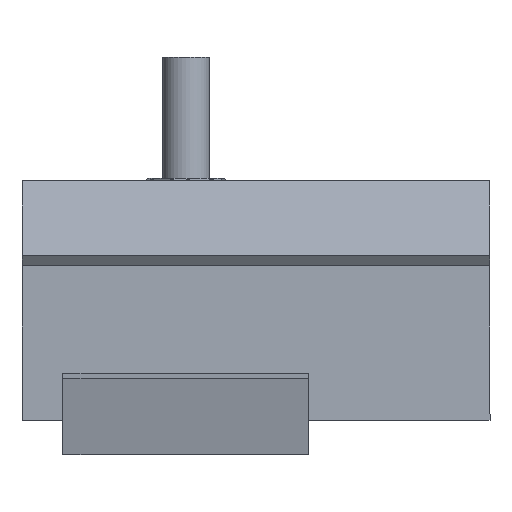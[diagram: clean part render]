
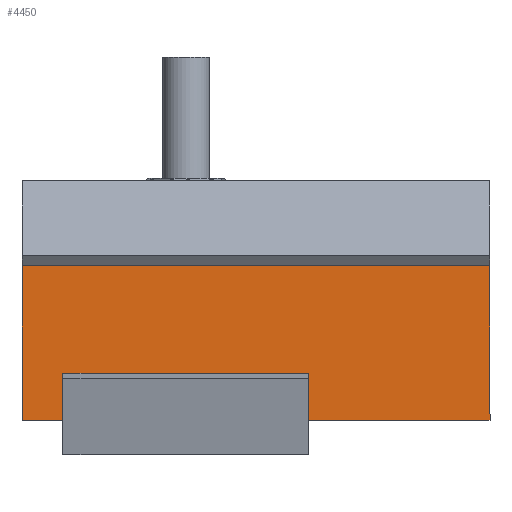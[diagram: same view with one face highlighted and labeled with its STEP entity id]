
A CAD part, left-side view. The second image highlights one B-rep face of the part: STEP entity #4450.
In plain terms, the highlighted face is planar.
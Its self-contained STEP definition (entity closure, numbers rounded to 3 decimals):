
#2 = DIRECTION ( 'NONE',  ( 0., 0., -1. ) ) ;
#103 = CARTESIAN_POINT ( 'NONE',  ( 0., 0., 80. ) ) ;
#156 = EDGE_CURVE ( 'NONE', #3340, #432, #337, .T. ) ;
#337 = LINE ( 'NONE', #4948, #1740 ) ;
#432 = VERTEX_POINT ( 'NONE', #1283 ) ;
#450 = PLANE ( 'NONE',  #1766 ) ;
#484 = EDGE_CURVE ( 'NONE', #827, #2855, #934, .T. ) ;
#628 = CARTESIAN_POINT ( 'NONE',  ( 0., 0., 0. ) ) ;
#739 = VECTOR ( 'NONE', #3330, 1000. ) ;
#748 = VERTEX_POINT ( 'NONE', #2021 ) ;
#827 = VERTEX_POINT ( 'NONE', #3324 ) ;
#934 = LINE ( 'NONE', #2457, #3625 ) ;
#945 = DIRECTION ( 'NONE',  ( 0., -1., 0. ) ) ;
#1207 = CARTESIAN_POINT ( 'NONE',  ( 0., -36., 0. ) ) ;
#1283 = CARTESIAN_POINT ( 'NONE',  ( 0., -34.5, 80. ) ) ;
#1351 = EDGE_CURVE ( 'NONE', #432, #748, #3159, .T. ) ;
#1421 = ORIENTED_EDGE ( 'NONE', *, *, #3195, .F. ) ;
#1575 = FACE_OUTER_BOUND ( 'NONE', #3282, .T. ) ;
#1740 = VECTOR ( 'NONE', #945, 1000. ) ;
#1766 = AXIS2_PLACEMENT_3D ( 'NONE', #103, #3890, #2373 ) ;
#2021 = CARTESIAN_POINT ( 'NONE',  ( 0., -36., 80. ) ) ;
#2024 = ORIENTED_EDGE ( 'NONE', *, *, #3424, .F. ) ;
#2037 = VECTOR ( 'NONE', #2, 1000. ) ;
#2156 = LINE ( 'NONE', #628, #739 ) ;
#2193 = CARTESIAN_POINT ( 'NONE',  ( 0., 0., 80. ) ) ;
#2373 = DIRECTION ( 'NONE',  ( 0., 1., 0. ) ) ;
#2457 = CARTESIAN_POINT ( 'NONE',  ( 0., 0., 0. ) ) ;
#2459 = ORIENTED_EDGE ( 'NONE', *, *, #1351, .T. ) ;
#2855 = VERTEX_POINT ( 'NONE', #3230 ) ;
#2941 = EDGE_CURVE ( 'NONE', #2855, #4429, #2156, .T. ) ;
#3159 = LINE ( 'NONE', #4703, #4121 ) ;
#3195 = EDGE_CURVE ( 'NONE', #4429, #748, #3962, .T. ) ;
#3230 = CARTESIAN_POINT ( 'NONE',  ( 0., -34.5, 0. ) ) ;
#3245 = ORIENTED_EDGE ( 'NONE', *, *, #2941, .F. ) ;
#3282 = EDGE_LOOP ( 'NONE', ( #4880, #2024, #4078, #2459, #1421, #3245 ) ) ;
#3324 = CARTESIAN_POINT ( 'NONE',  ( 0., 0., 0. ) ) ;
#3330 = DIRECTION ( 'NONE',  ( 0., -1., 0. ) ) ;
#3340 = VERTEX_POINT ( 'NONE', #3990 ) ;
#3424 = EDGE_CURVE ( 'NONE', #3340, #827, #3805, .T. ) ;
#3625 = VECTOR ( 'NONE', #3996, 1000. ) ;
#3805 = LINE ( 'NONE', #2193, #2037 ) ;
#3890 = DIRECTION ( 'NONE',  ( 1., 0., 0. ) ) ;
#3943 = DIRECTION ( 'NONE',  ( 0., -1., 0. ) ) ;
#3962 = LINE ( 'NONE', #4693, #4831 ) ;
#3990 = CARTESIAN_POINT ( 'NONE',  ( 0., 0., 80. ) ) ;
#3996 = DIRECTION ( 'NONE',  ( 0., -1., 0. ) ) ;
#4078 = ORIENTED_EDGE ( 'NONE', *, *, #156, .T. ) ;
#4121 = VECTOR ( 'NONE', #3943, 1000. ) ;
#4429 = VERTEX_POINT ( 'NONE', #1207 ) ;
#4450 = ADVANCED_FACE ( 'NONE', ( #1575 ), #450, .T. ) ;
#4622 = DIRECTION ( 'NONE',  ( 0., 0., 1. ) ) ;
#4693 = CARTESIAN_POINT ( 'NONE',  ( 0., -36., 80. ) ) ;
#4703 = CARTESIAN_POINT ( 'NONE',  ( 0., -36., 80. ) ) ;
#4831 = VECTOR ( 'NONE', #4622, 1000. ) ;
#4880 = ORIENTED_EDGE ( 'NONE', *, *, #484, .F. ) ;
#4948 = CARTESIAN_POINT ( 'NONE',  ( 0., 0., 80. ) ) ;
